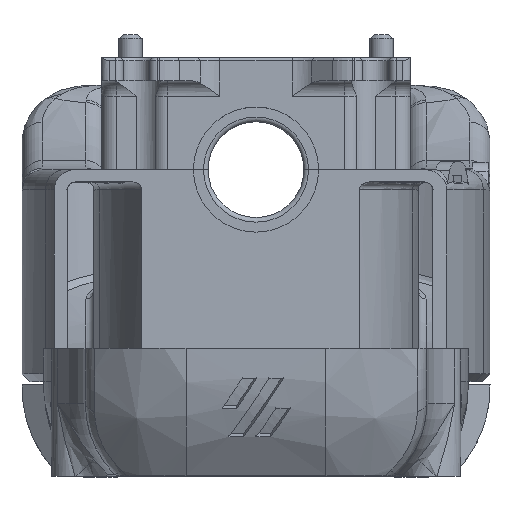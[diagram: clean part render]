
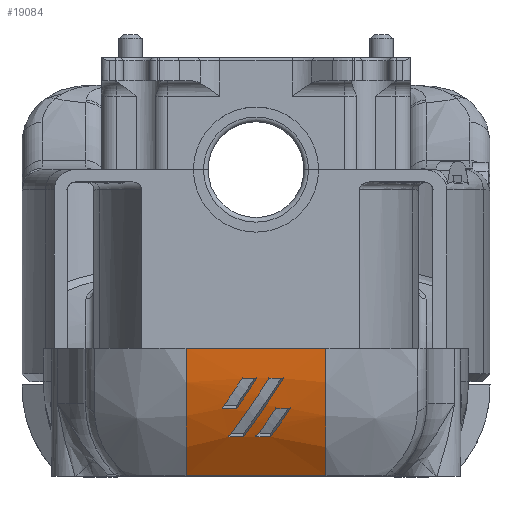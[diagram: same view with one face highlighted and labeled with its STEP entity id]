
A CAD part, top view. The second image highlights one B-rep face of the part: STEP entity #19084.
In plain terms, the highlighted cylindrical face has radius 25.669 mm (diameter 51.339 mm), a partial arc.
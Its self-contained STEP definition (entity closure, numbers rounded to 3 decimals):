
#157=ELLIPSE('',#20811,30.718,25.669);
#158=ELLIPSE('',#20814,30.719,25.669);
#159=ELLIPSE('',#20818,30.718,25.669);
#160=ELLIPSE('',#20821,30.719,25.669);
#161=ELLIPSE('',#20824,30.719,25.669);
#162=ELLIPSE('',#20827,30.719,25.669);
#591=FACE_BOUND('',#4919,.T.);
#592=FACE_BOUND('',#4920,.T.);
#593=FACE_BOUND('',#4921,.T.);
#1818=CYLINDRICAL_SURFACE('',#20884,25.669);
#2604=CIRCLE('',#20883,25.669);
#2605=CIRCLE('',#20885,25.669);
#3715=FACE_OUTER_BOUND('',#4918,.T.);
#4918=EDGE_LOOP('',(#17363,#17364,#17365,#17366));
#4919=EDGE_LOOP('',(#17367,#17368,#17369,#17370));
#4920=EDGE_LOOP('',(#17371,#17372,#17373,#17374));
#4921=EDGE_LOOP('',(#17375,#17376,#17377,#17378));
#6047=LINE('',#46480,#7197);
#6050=LINE('',#46487,#7200);
#6052=LINE('',#46492,#7202);
#6055=LINE('',#46500,#7205);
#6058=LINE('',#46508,#7208);
#6061=LINE('',#46516,#7211);
#6064=LINE('',#46661,#7214);
#6086=LINE('',#47287,#7236);
#7197=VECTOR('',#25207,10.);
#7200=VECTOR('',#25216,10.);
#7202=VECTOR('',#25220,10.);
#7205=VECTOR('',#25229,10.);
#7208=VECTOR('',#25238,10.);
#7211=VECTOR('',#25247,10.);
#7214=VECTOR('',#25270,10.);
#7236=VECTOR('',#25390,10.);
#8963=VERTEX_POINT('',#46473);
#8964=VERTEX_POINT('',#46475);
#8965=VERTEX_POINT('',#46479);
#8966=VERTEX_POINT('',#46483);
#8967=VERTEX_POINT('',#46489);
#8968=VERTEX_POINT('',#46491);
#8969=VERTEX_POINT('',#46495);
#8970=VERTEX_POINT('',#46499);
#8971=VERTEX_POINT('',#46505);
#8972=VERTEX_POINT('',#46507);
#8973=VERTEX_POINT('',#46511);
#8974=VERTEX_POINT('',#46515);
#8981=VERTEX_POINT('',#46649);
#8982=VERTEX_POINT('',#46660);
#9016=VERTEX_POINT('',#47249);
#9017=VERTEX_POINT('',#47286);
#11719=EDGE_CURVE('',#8964,#8963,#157,.T.);
#11721=EDGE_CURVE('',#8965,#8964,#6047,.T.);
#11723=EDGE_CURVE('',#8966,#8965,#158,.T.);
#11725=EDGE_CURVE('',#8963,#8966,#6050,.T.);
#11727=EDGE_CURVE('',#8968,#8967,#6052,.T.);
#11729=EDGE_CURVE('',#8969,#8968,#159,.T.);
#11731=EDGE_CURVE('',#8970,#8969,#6055,.T.);
#11733=EDGE_CURVE('',#8967,#8970,#160,.T.);
#11735=EDGE_CURVE('',#8972,#8971,#6058,.T.);
#11737=EDGE_CURVE('',#8973,#8972,#161,.T.);
#11739=EDGE_CURVE('',#8974,#8973,#6061,.T.);
#11741=EDGE_CURVE('',#8971,#8974,#162,.T.);
#11755=EDGE_CURVE('',#8981,#8982,#6064,.T.);
#11826=EDGE_CURVE('',#9016,#8981,#2604,.T.);
#11827=EDGE_CURVE('',#9016,#9017,#6086,.T.);
#11828=EDGE_CURVE('',#8982,#9017,#2605,.T.);
#17363=ORIENTED_EDGE('',*,*,#11826,.F.);
#17364=ORIENTED_EDGE('',*,*,#11827,.T.);
#17365=ORIENTED_EDGE('',*,*,#11828,.F.);
#17366=ORIENTED_EDGE('',*,*,#11755,.F.);
#17367=ORIENTED_EDGE('',*,*,#11741,.T.);
#17368=ORIENTED_EDGE('',*,*,#11739,.T.);
#17369=ORIENTED_EDGE('',*,*,#11737,.T.);
#17370=ORIENTED_EDGE('',*,*,#11735,.T.);
#17371=ORIENTED_EDGE('',*,*,#11733,.T.);
#17372=ORIENTED_EDGE('',*,*,#11731,.T.);
#17373=ORIENTED_EDGE('',*,*,#11729,.T.);
#17374=ORIENTED_EDGE('',*,*,#11727,.T.);
#17375=ORIENTED_EDGE('',*,*,#11725,.T.);
#17376=ORIENTED_EDGE('',*,*,#11723,.T.);
#17377=ORIENTED_EDGE('',*,*,#11721,.T.);
#17378=ORIENTED_EDGE('',*,*,#11719,.T.);
#19084=ADVANCED_FACE('',(#3715,#591,#592,#593),#1818,.T.);
#20811=AXIS2_PLACEMENT_3D('',#46476,#25202,#25203);
#20814=AXIS2_PLACEMENT_3D('',#46484,#25211,#25212);
#20818=AXIS2_PLACEMENT_3D('',#46496,#25224,#25225);
#20821=AXIS2_PLACEMENT_3D('',#46503,#25233,#25234);
#20824=AXIS2_PLACEMENT_3D('',#46512,#25242,#25243);
#20827=AXIS2_PLACEMENT_3D('',#46519,#25251,#25252);
#20883=AXIS2_PLACEMENT_3D('',#47284,#25386,#25387);
#20884=AXIS2_PLACEMENT_3D('',#47285,#25388,#25389);
#20885=AXIS2_PLACEMENT_3D('',#47288,#25391,#25392);
#25202=DIRECTION('center_axis',(-0.492,-0.836,0.245));
#25203=DIRECTION('ref_axis',(0.748,-0.549,-0.372));
#25207=DIRECTION('',(0.,-1.,0.));
#25211=DIRECTION('center_axis',(0.492,0.836,-0.245));
#25212=DIRECTION('ref_axis',(0.748,-0.549,-0.372));
#25216=DIRECTION('',(0.,1.,0.));
#25220=DIRECTION('',(0.,1.,0.));
#25224=DIRECTION('center_axis',(-0.492,-0.836,0.245));
#25225=DIRECTION('ref_axis',(0.748,-0.549,-0.372));
#25229=DIRECTION('',(0.,-1.,0.));
#25233=DIRECTION('center_axis',(0.492,0.836,-0.245));
#25234=DIRECTION('ref_axis',(0.748,-0.549,-0.372));
#25238=DIRECTION('',(0.,1.,0.));
#25242=DIRECTION('center_axis',(-0.492,-0.836,0.245));
#25243=DIRECTION('ref_axis',(0.748,-0.549,-0.372));
#25247=DIRECTION('',(0.,-1.,0.));
#25251=DIRECTION('center_axis',(0.492,0.836,-0.245));
#25252=DIRECTION('ref_axis',(0.748,-0.549,-0.372));
#25270=DIRECTION('',(0.,-1.,0.));
#25386=DIRECTION('center_axis',(0.,1.,0.));
#25387=DIRECTION('ref_axis',(0.342,0.,0.94));
#25388=DIRECTION('center_axis',(0.,-1.,0.));
#25389=DIRECTION('ref_axis',(0.643,0.,0.766));
#25390=DIRECTION('',(0.,-1.,0.));
#25391=DIRECTION('center_axis',(0.,-1.,0.));
#25392=DIRECTION('ref_axis',(0.342,0.,0.94));
#46473=CARTESIAN_POINT('',(71.05,2.565,117.622));
#46475=CARTESIAN_POINT('',(74.698,-0.018,116.132));
#46476=CARTESIAN_POINT('Origin',(63.2,0.024,93.182));
#46479=CARTESIAN_POINT('',(74.698,1.871,116.132));
#46480=CARTESIAN_POINT('',(74.698,0.,116.132));
#46483=CARTESIAN_POINT('',(71.05,4.454,117.622));
#46484=CARTESIAN_POINT('Origin',(63.2,1.912,93.182));
#46487=CARTESIAN_POINT('',(71.05,0.,117.622));
#46489=CARTESIAN_POINT('',(67.122,0.078,118.55));
#46491=CARTESIAN_POINT('',(67.122,-1.811,118.55));
#46492=CARTESIAN_POINT('',(67.122,0.,118.55));
#46495=CARTESIAN_POINT('',(71.05,-4.394,117.622));
#46496=CARTESIAN_POINT('Origin',(63.2,-6.936,93.182));
#46499=CARTESIAN_POINT('',(71.05,-2.506,117.622));
#46500=CARTESIAN_POINT('',(71.05,0.,117.622));
#46503=CARTESIAN_POINT('Origin',(63.2,-5.048,93.182));
#46505=CARTESIAN_POINT('',(67.122,3.558,118.55));
#46507=CARTESIAN_POINT('',(67.122,1.669,118.55));
#46508=CARTESIAN_POINT('',(67.122,0.,118.55));
#46511=CARTESIAN_POINT('',(74.698,-3.498,116.132));
#46512=CARTESIAN_POINT('Origin',(63.2,-3.456,93.182));
#46515=CARTESIAN_POINT('',(74.698,-1.609,116.132));
#46516=CARTESIAN_POINT('',(74.698,0.,116.132));
#46519=CARTESIAN_POINT('Origin',(63.2,-1.568,93.182));
#46649=CARTESIAN_POINT('',(79.7,9.059,112.846));
#46660=CARTESIAN_POINT('',(79.7,-9.058,112.846));
#46661=CARTESIAN_POINT('',(79.7,0.,112.846));
#47249=CARTESIAN_POINT('',(63.2,9.059,118.852));
#47284=CARTESIAN_POINT('Origin',(63.2,9.059,93.182));
#47285=CARTESIAN_POINT('Origin',(63.2,0.,
93.182));
#47286=CARTESIAN_POINT('',(63.2,-9.058,118.852));
#47287=CARTESIAN_POINT('',(63.2,-4.479,118.852));
#47288=CARTESIAN_POINT('Origin',(63.2,-9.058,93.182));
